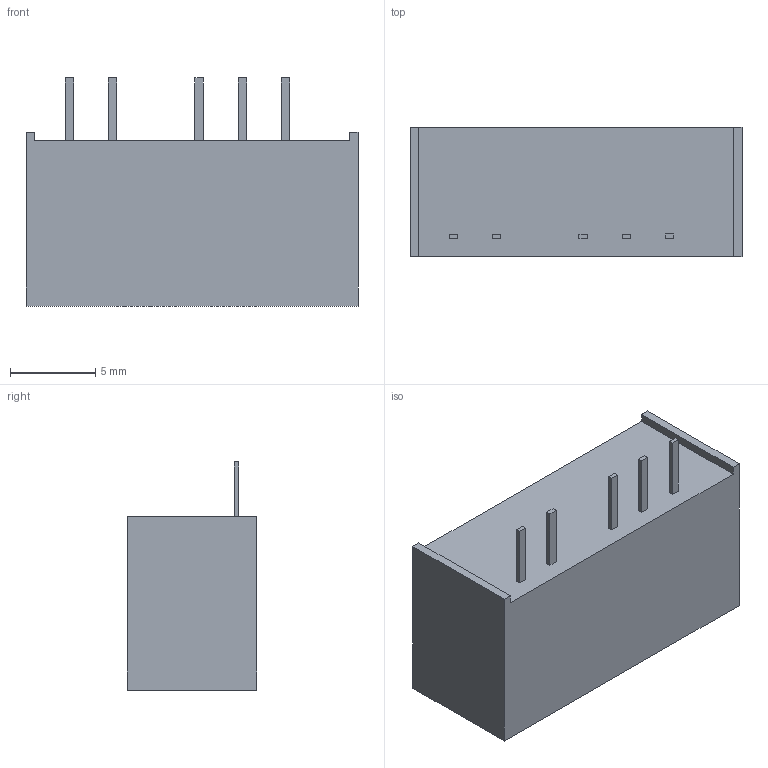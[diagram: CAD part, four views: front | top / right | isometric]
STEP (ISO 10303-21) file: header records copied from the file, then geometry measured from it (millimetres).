
FILE_DESCRIPTION (( 'STEP AP214' ), '1' );
FILE_NAME ('tmh.STEP', '2013-08-07T10:34:56', ( '' ), ( '' ), 'SwSTEP 2.0', 'SolidWorks 2013', '' );
FILE_SCHEMA (( 'AUTOMOTIVE_DESIGN' ));
Length unit declared in the file: millimetre
Products named in the file (3): tmh; THM Series; THM PIN
Assembly tree (6 placements, depth 2):
  tmh
    THM Series
    THM PIN  x5
Bounding box: 19.5 x 7.6 x 13.4 mm (x, y, z)
Volume: 1443.7 mm3; surface area: 867.3 mm2
Topology: 6 solids, 6 shells, 40 faces, 84 edges, 56 vertices
Faces by surface type: plane 40
Entity records: 582 total; most frequent: DIRECTION 86, CARTESIAN_POINT 85, ORIENTED_EDGE 72, EDGE_CURVE 36, VECTOR 36, LINE 36, AXIS2_PLACEMENT_3D 25, VERTEX_POINT 24
